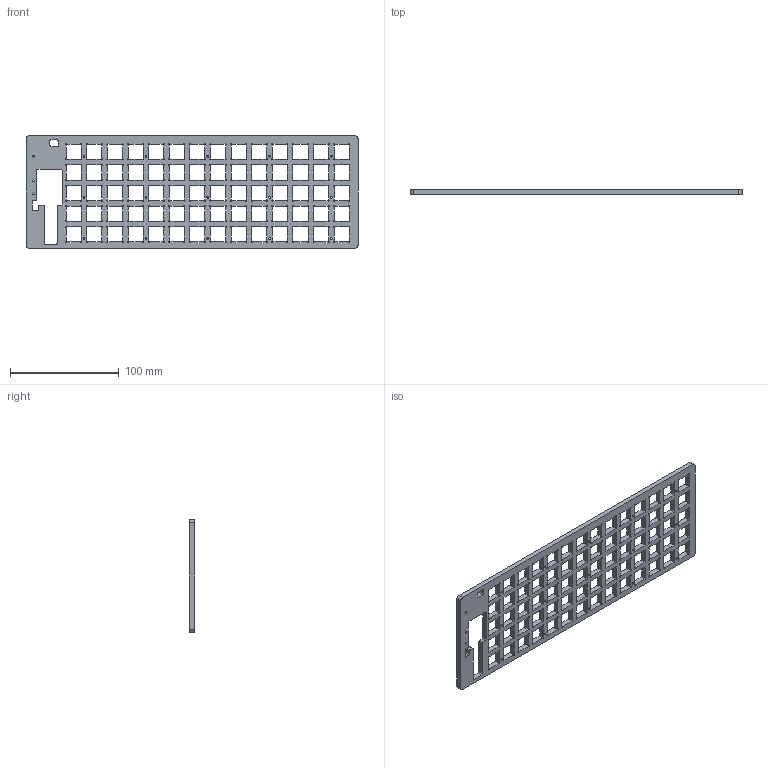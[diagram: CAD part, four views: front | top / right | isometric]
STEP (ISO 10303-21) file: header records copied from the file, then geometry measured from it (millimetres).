
FILE_DESCRIPTION (( 'STEP AP214' ), '1' );
FILE_NAME ('MountBoard¡¤.STE', '2025-01-20T18:23:12', ( '' ), ( '' ), 'SwSTEP 2.0', 'SolidWorks 2025', '' );
FILE_SCHEMA (( 'AUTOMOTIVE_DESIGN' ));
Length unit declared in the file: millimetre
Products named in the file (1): MountBoard·
Bounding box: 306 x 5 x 104 mm (x, y, z)
Volume: 83834.5 mm3; surface area: 60544.7 mm2
Topology: 1 solids, 1 shells, 778 faces, 2328 edges, 1552 vertices
Faces by surface type: cylinder 474, plane 304
Entity records: 26963 total; most frequent: DIRECTION 4834, CARTESIAN_POINT 4659, ORIENTED_EDGE 4656, EDGE_CURVE 2328, AXIS2_PLACEMENT_3D 1727, VERTEX_POINT 1552, LINE 1380, VECTOR 1380
